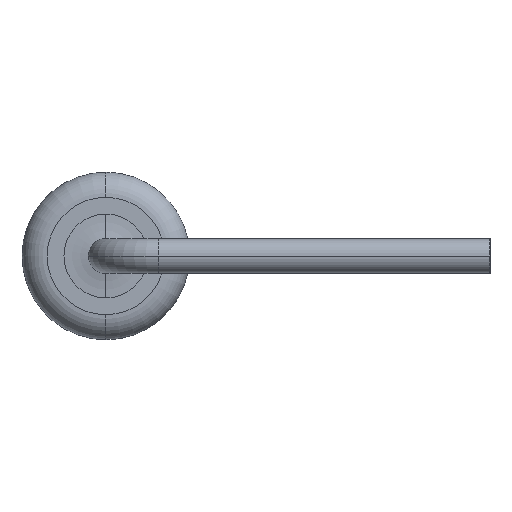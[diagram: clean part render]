
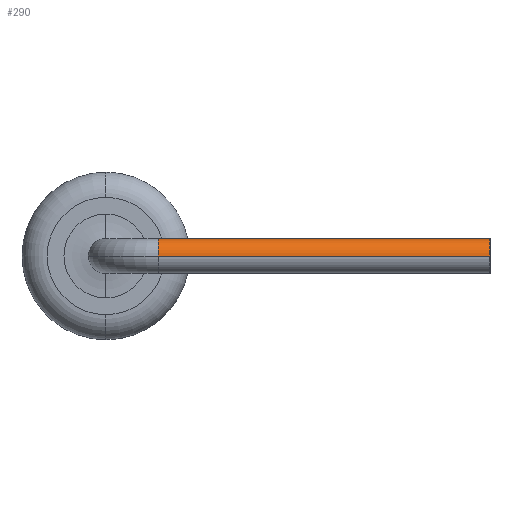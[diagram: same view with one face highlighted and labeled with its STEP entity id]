
A CAD part, left-side view. The second image highlights one B-rep face of the part: STEP entity #290.
In plain terms, the highlighted cylindrical face has radius 0.25 mm (diameter 0.5 mm), a partial arc.
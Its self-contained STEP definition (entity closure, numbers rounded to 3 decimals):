
#46 = DIRECTION ( 'NONE',  ( 0., -1., 0. ) ) ;
#86 = EDGE_LOOP ( 'NONE', ( #1009, #2114, #719, #2035 ) ) ;
#149 = AXIS2_PLACEMENT_3D ( 'NONE', #1071, #913, #1092 ) ;
#150 = CYLINDRICAL_SURFACE ( 'NONE', #149, 0.25 ) ;
#156 = DIRECTION ( 'NONE',  ( 0., -1., 0. ) ) ;
#214 = VERTEX_POINT ( 'NONE', #1188 ) ;
#279 = LINE ( 'NONE', #1324, #581 ) ;
#290 = ADVANCED_FACE ( 'NONE', ( #1390 ), #150, .T. ) ;
#392 = EDGE_CURVE ( 'NONE', #1413, #1589, #279, .T. ) ;
#466 = CARTESIAN_POINT ( 'NONE',  ( -4.195, -5.5, 0. ) ) ;
#468 = CARTESIAN_POINT ( 'NONE',  ( -4.445, -5.5, 0. ) ) ;
#486 = CIRCLE ( 'NONE', #2146, 0.25 ) ;
#491 = LINE ( 'NONE', #1024, #1020 ) ;
#516 = CARTESIAN_POINT ( 'NONE',  ( -4.194, -0.75, 0. ) ) ;
#548 = EDGE_CURVE ( 'NONE', #1796, #214, #491, .T. ) ;
#581 = VECTOR ( 'NONE', #1122, 1000. ) ;
#663 = DIRECTION ( 'NONE',  ( 0., -1., 0. ) ) ;
#719 = ORIENTED_EDGE ( 'NONE', *, *, #790, .F. ) ;
#790 = EDGE_CURVE ( 'NONE', #1589, #214, #1300, .T. ) ;
#794 = CARTESIAN_POINT ( 'NONE',  ( -4.444, -0.75, 0. ) ) ;
#850 = DIRECTION ( 'NONE',  ( 1., 0., 0. ) ) ;
#913 = DIRECTION ( 'NONE',  ( 0., -1., 0. ) ) ;
#931 = CARTESIAN_POINT ( 'NONE',  ( -4.694, -0.75, 0. ) ) ;
#1009 = ORIENTED_EDGE ( 'NONE', *, *, #1813, .T. ) ;
#1020 = VECTOR ( 'NONE', #156, 1000. ) ;
#1024 = CARTESIAN_POINT ( 'NONE',  ( -4.694, -0.75, 0. ) ) ;
#1071 = CARTESIAN_POINT ( 'NONE',  ( -4.444, -0.75, 0. ) ) ;
#1092 = DIRECTION ( 'NONE',  ( 1., 0., 0. ) ) ;
#1122 = DIRECTION ( 'NONE',  ( 0., -1., 0. ) ) ;
#1188 = CARTESIAN_POINT ( 'NONE',  ( -4.695, -5.5, 0. ) ) ;
#1300 = CIRCLE ( 'NONE', #2029, 0.25 ) ;
#1324 = CARTESIAN_POINT ( 'NONE',  ( -4.194, -0.75, 0. ) ) ;
#1390 = FACE_OUTER_BOUND ( 'NONE', #86, .T. ) ;
#1413 = VERTEX_POINT ( 'NONE', #516 ) ;
#1589 = VERTEX_POINT ( 'NONE', #466 ) ;
#1796 = VERTEX_POINT ( 'NONE', #931 ) ;
#1800 = DIRECTION ( 'NONE',  ( 1., 0., 0. ) ) ;
#1813 = EDGE_CURVE ( 'NONE', #1413, #1796, #486, .T. ) ;
#2029 = AXIS2_PLACEMENT_3D ( 'NONE', #468, #663, #850 ) ;
#2035 = ORIENTED_EDGE ( 'NONE', *, *, #392, .F. ) ;
#2114 = ORIENTED_EDGE ( 'NONE', *, *, #548, .T. ) ;
#2146 = AXIS2_PLACEMENT_3D ( 'NONE', #794, #46, #1800 ) ;
